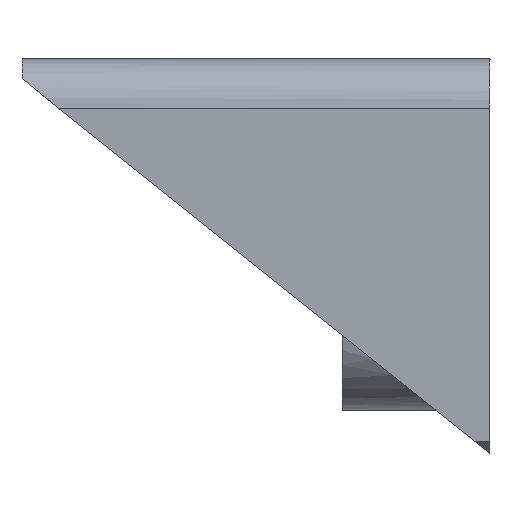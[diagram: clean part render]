
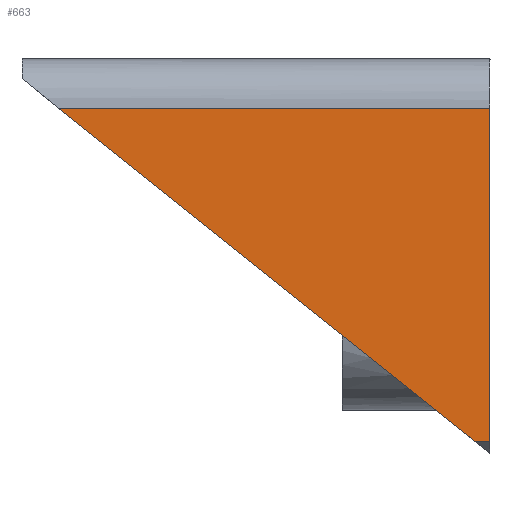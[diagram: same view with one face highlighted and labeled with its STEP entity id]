
A CAD part, left-side view. The second image highlights one B-rep face of the part: STEP entity #663.
In plain terms, the highlighted planar face has unit normal (-1, 0, 0).
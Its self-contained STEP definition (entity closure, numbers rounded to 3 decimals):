
#81=PLANE('',#724);
#118=FACE_OUTER_BOUND('',#165,.T.);
#165=EDGE_LOOP('',(#613,#614,#615,#616));
#182=LINE('',#926,#237);
#188=LINE('',#948,#243);
#217=LINE('',#1218,#272);
#230=LINE('',#1536,#285);
#237=VECTOR('',#746,10.);
#243=VECTOR('',#768,10.);
#272=VECTOR('',#809,10.);
#285=VECTOR('',#872,10.);
#299=VERTEX_POINT('',#923);
#300=VERTEX_POINT('',#925);
#308=VERTEX_POINT('',#947);
#343=VERTEX_POINT('',#1216);
#357=EDGE_CURVE('',#299,#300,#182,.T.);
#368=EDGE_CURVE('',#300,#308,#188,.T.);
#411=EDGE_CURVE('',#299,#343,#217,.T.);
#432=EDGE_CURVE('',#343,#308,#230,.T.);
#613=ORIENTED_EDGE('',*,*,#357,.F.);
#614=ORIENTED_EDGE('',*,*,#411,.T.);
#615=ORIENTED_EDGE('',*,*,#432,.T.);
#616=ORIENTED_EDGE('',*,*,#368,.F.);
#663=ADVANCED_FACE('',(#118),#81,.T.);
#724=AXIS2_PLACEMENT_3D('',#1579,#903,#904);
#746=DIRECTION('',(0.,-1.,0.));
#768=DIRECTION('',(0.,0.,-1.));
#809=DIRECTION('',(0.,-0.781,-0.625));
#872=DIRECTION('',(0.,-1.,0.));
#903=DIRECTION('center_axis',(-1.,0.,0.));
#904=DIRECTION('ref_axis',(0.,-1.,0.));
#923=CARTESIAN_POINT('',(-310.2,30.5,-522.));
#925=CARTESIAN_POINT('',(-310.2,13.,-522.));
#926=CARTESIAN_POINT('',(-310.2,27.25,-522.));
#947=CARTESIAN_POINT('',(-310.2,13.,-535.545));
#948=CARTESIAN_POINT('',(-310.2,13.,-520.4));
#1216=CARTESIAN_POINT('',(-310.2,13.569,-535.545));
#1218=CARTESIAN_POINT('',(-310.2,33.,-520.));
#1536=CARTESIAN_POINT('',(-310.2,17.75,-535.545));
#1579=CARTESIAN_POINT('Origin',(-310.2,22.5,-528.));
